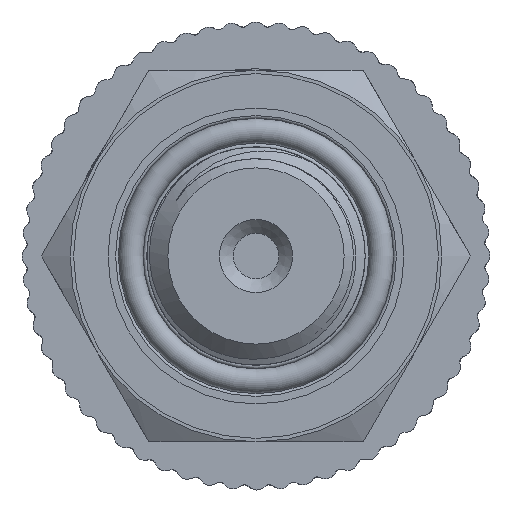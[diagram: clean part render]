
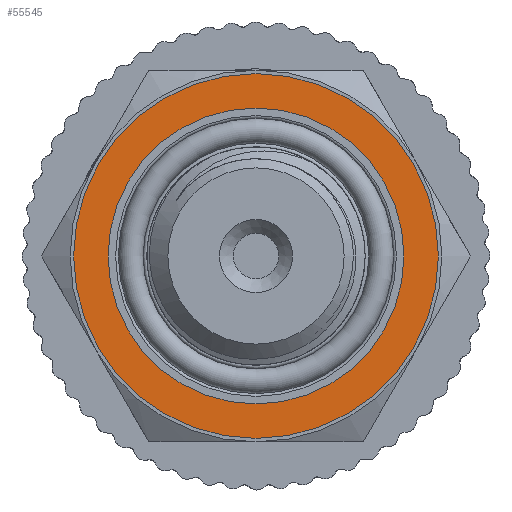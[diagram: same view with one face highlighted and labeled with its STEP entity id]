
A CAD part, left-side view. The second image highlights one B-rep face of the part: STEP entity #55545.
In plain terms, the highlighted planar face has unit normal (-1, 0, 0).
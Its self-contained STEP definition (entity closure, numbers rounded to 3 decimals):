
#5366=PLANE('',#58968);
#7514=FACE_BOUND('',#11779,.T.);
#8246=FACE_OUTER_BOUND('',#11778,.T.);
#11778=EDGE_LOOP('',(#38614));
#11779=EDGE_LOOP('',(#38615));
#15398=CIRCLE('',#58906,13.25);
#15434=CIRCLE('',#58967,10.75);
#22716=VERTEX_POINT('',#92133);
#22751=VERTEX_POINT('',#94493);
#28794=EDGE_CURVE('',#22716,#22716,#15398,.T.);
#28855=EDGE_CURVE('',#22751,#22751,#15434,.T.);
#38614=ORIENTED_EDGE('',*,*,#28794,.T.);
#38615=ORIENTED_EDGE('',*,*,#28855,.T.);
#55545=ADVANCED_FACE('',(#8246,#7514),#5366,.T.);
#58906=AXIS2_PLACEMENT_3D('',#92134,#67024,#67025);
#58967=AXIS2_PLACEMENT_3D('',#94494,#67157,#67158);
#58968=AXIS2_PLACEMENT_3D('',#94496,#67160,#67161);
#67024=DIRECTION('center_axis',(-1.,0.,0.));
#67025=DIRECTION('ref_axis',(0.,1.,0.));
#67157=DIRECTION('center_axis',(1.,0.,0.));
#67158=DIRECTION('ref_axis',(0.,0.,-1.));
#67160=DIRECTION('center_axis',(-1.,0.,0.));
#67161=DIRECTION('ref_axis',(0.,0.,1.));
#92133=CARTESIAN_POINT('',(-48.,-13.25,0.));
#92134=CARTESIAN_POINT('Origin',(-48.,0.,0.));
#94493=CARTESIAN_POINT('',(-48.,-10.75,0.));
#94494=CARTESIAN_POINT('Origin',(-48.,0.,0.));
#94496=CARTESIAN_POINT('Origin',(-48.,13.5,0.));
